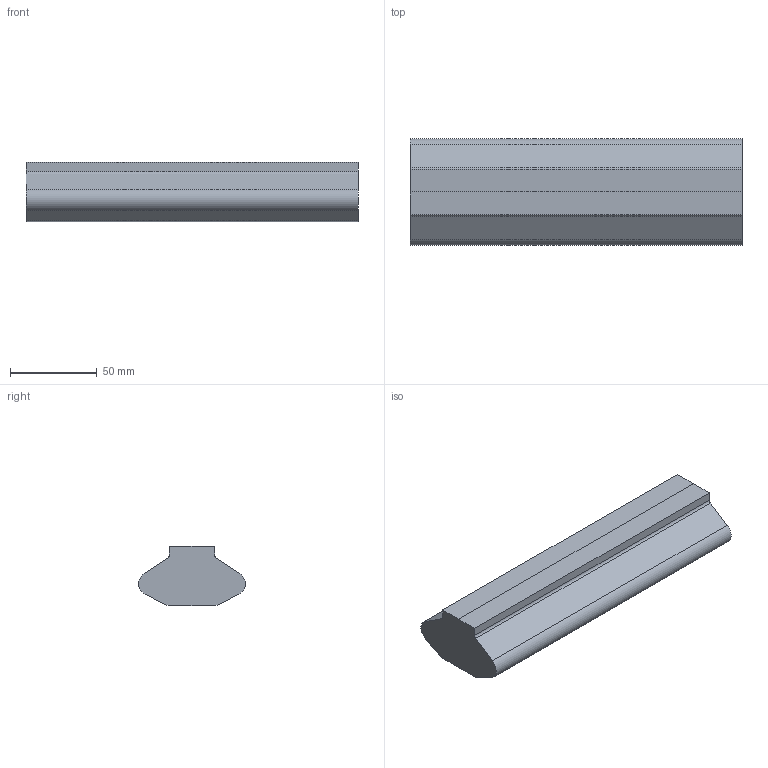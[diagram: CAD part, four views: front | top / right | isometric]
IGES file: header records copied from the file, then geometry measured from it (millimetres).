
Start section: START RECORD GO HERE.
Global section: file name: Fanschaufel.igs; native system: DASSAULT SYSTEMES CATIA V5 R21 - www.3ds.com; preprocessor: CATIA Version 5 Release 21 SP 2 ; author: Patrick; organization: MacMaster3; date: 20141106.182858; units: millimetre
Bounding box: 191 x 61.33 x 34.05 mm (x, y, z)
Surface area: 33296.7 mm2 (no closed solid volume)
Topology: 0 solids, 0 shells, 18 faces, 133 edges, 368 vertices
Faces by surface type: plane 12, revolution 6
